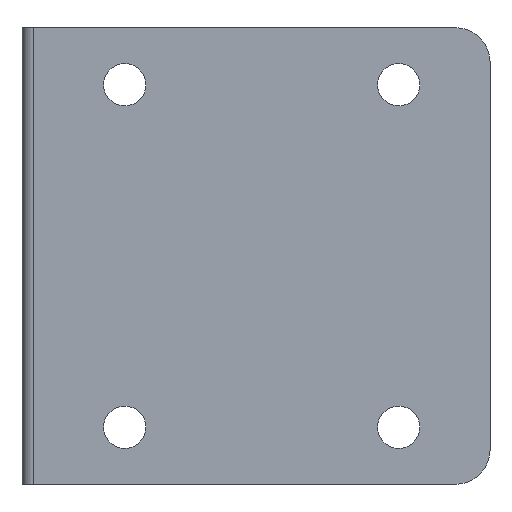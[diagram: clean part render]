
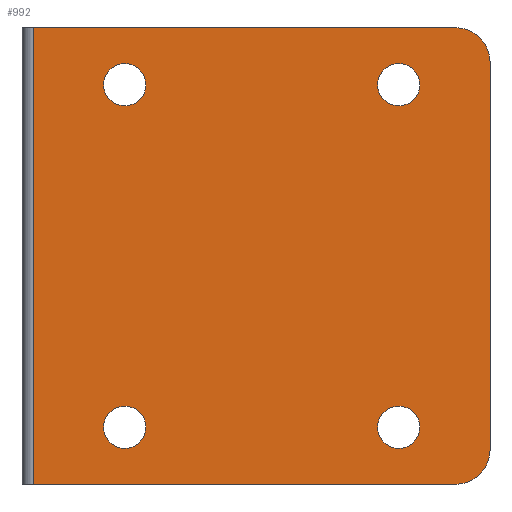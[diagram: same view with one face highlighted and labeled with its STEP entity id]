
A CAD part, front view. The second image highlights one B-rep face of the part: STEP entity #992.
In plain terms, the highlighted planar face has unit normal (0, -1, 0).
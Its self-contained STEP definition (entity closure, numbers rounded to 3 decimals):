
#38 = CARTESIAN_POINT ( 'NONE',  ( 41., 0., 0. ) ) ;
#42 = VERTEX_POINT ( 'NONE', #156 ) ;
#43 = EDGE_CURVE ( 'NONE', #255, #766, #573, .T. ) ;
#52 = ORIENTED_EDGE ( 'NONE', *, *, #43, .F. ) ;
#55 = LINE ( 'NONE', #38, #173 ) ;
#74 = CARTESIAN_POINT ( 'NONE',  ( 33., 0., 5. ) ) ;
#85 = CIRCLE ( 'NONE', #885, 3. ) ;
#91 = ORIENTED_EDGE ( 'NONE', *, *, #991, .F. ) ;
#119 = CIRCLE ( 'NONE', #511, 1.85 ) ;
#128 = CARTESIAN_POINT ( 'NONE',  ( 41., 0., 40. ) ) ;
#146 = AXIS2_PLACEMENT_3D ( 'NONE', #248, #456, #756 ) ;
#155 = CARTESIAN_POINT ( 'NONE',  ( 9., 0., 5. ) ) ;
#156 = CARTESIAN_POINT ( 'NONE',  ( 33., 0., 6.85 ) ) ;
#158 = EDGE_LOOP ( 'NONE', ( #1042, #91 ) ) ;
#160 = VECTOR ( 'NONE', #1126, 1000. ) ;
#162 = CIRCLE ( 'NONE', #1111, 3. ) ;
#169 = CARTESIAN_POINT ( 'NONE',  ( 9., 0., 33.15 ) ) ;
#173 = VECTOR ( 'NONE', #1140, 1000. ) ;
#182 = VERTEX_POINT ( 'NONE', #289 ) ;
#184 = DIRECTION ( 'NONE',  ( 0., 0., -1. ) ) ;
#217 = CARTESIAN_POINT ( 'NONE',  ( 9., 0., 3.15 ) ) ;
#221 = CARTESIAN_POINT ( 'NONE',  ( 33., 0., 33.15 ) ) ;
#236 = DIRECTION ( 'NONE',  ( 0., 0., 1. ) ) ;
#246 = EDGE_CURVE ( 'NONE', #368, #1185, #769, .T. ) ;
#248 = CARTESIAN_POINT ( 'NONE',  ( 33., 0., 35. ) ) ;
#255 = VERTEX_POINT ( 'NONE', #217 ) ;
#270 = ORIENTED_EDGE ( 'NONE', *, *, #618, .F. ) ;
#279 = CARTESIAN_POINT ( 'NONE',  ( 38., 0., 0. ) ) ;
#280 = DIRECTION ( 'NONE',  ( 0., 0., -1. ) ) ;
#289 = CARTESIAN_POINT ( 'NONE',  ( 33., 0., 3.15 ) ) ;
#295 = ORIENTED_EDGE ( 'NONE', *, *, #823, .F. ) ;
#315 = DIRECTION ( 'NONE',  ( 0., 0., -1. ) ) ;
#322 = AXIS2_PLACEMENT_3D ( 'NONE', #791, #406, #1119 ) ;
#333 = VECTOR ( 'NONE', #315, 1000. ) ;
#334 = VERTEX_POINT ( 'NONE', #221 ) ;
#338 = EDGE_CURVE ( 'NONE', #1185, #935, #1051, .T. ) ;
#343 = CARTESIAN_POINT ( 'NONE',  ( 38., 0., 3. ) ) ;
#349 = EDGE_CURVE ( 'NONE', #182, #42, #1154, .T. ) ;
#362 = ORIENTED_EDGE ( 'NONE', *, *, #246, .T. ) ;
#368 = VERTEX_POINT ( 'NONE', #1230 ) ;
#386 = CARTESIAN_POINT ( 'NONE',  ( 9., 0., 35. ) ) ;
#403 = DIRECTION ( 'NONE',  ( 0., 0., -1. ) ) ;
#406 = DIRECTION ( 'NONE',  ( 0., -1., 0. ) ) ;
#419 = EDGE_CURVE ( 'NONE', #334, #871, #705, .T. ) ;
#452 = EDGE_CURVE ( 'NONE', #653, #977, #162, .T. ) ;
#456 = DIRECTION ( 'NONE',  ( 0., -1., 0. ) ) ;
#461 = EDGE_CURVE ( 'NONE', #977, #1142, #742, .T. ) ;
#468 = EDGE_LOOP ( 'NONE', ( #270, #1262 ) ) ;
#480 = AXIS2_PLACEMENT_3D ( 'NONE', #636, #540, #1024 ) ;
#487 = CARTESIAN_POINT ( 'NONE',  ( 41., 0., 0. ) ) ;
#511 = AXIS2_PLACEMENT_3D ( 'NONE', #877, #690, #970 ) ;
#540 = DIRECTION ( 'NONE',  ( 0., -1., 0. ) ) ;
#542 = ORIENTED_EDGE ( 'NONE', *, *, #931, .F. ) ;
#552 = VERTEX_POINT ( 'NONE', #169 ) ;
#563 = FACE_BOUND ( 'NONE', #1144, .T. ) ;
#566 = CARTESIAN_POINT ( 'NONE',  ( 1., 0., 0. ) ) ;
#572 = DIRECTION ( 'NONE',  ( 0., -1., 0. ) ) ;
#573 = CIRCLE ( 'NONE', #986, 1.85 ) ;
#576 = AXIS2_PLACEMENT_3D ( 'NONE', #487, #572, #280 ) ;
#580 = AXIS2_PLACEMENT_3D ( 'NONE', #927, #1021, #1222 ) ;
#600 = EDGE_LOOP ( 'NONE', ( #1267, #604, #362, #827, #668, #1182 ) ) ;
#604 = ORIENTED_EDGE ( 'NONE', *, *, #1097, .T. ) ;
#618 = EDGE_CURVE ( 'NONE', #552, #1171, #751, .T. ) ;
#630 = AXIS2_PLACEMENT_3D ( 'NONE', #386, #1073, #184 ) ;
#636 = CARTESIAN_POINT ( 'NONE',  ( 9., 0., 5. ) ) ;
#653 = VERTEX_POINT ( 'NONE', #279 ) ;
#668 = ORIENTED_EDGE ( 'NONE', *, *, #902, .F. ) ;
#690 = DIRECTION ( 'NONE',  ( 0., -1., 0. ) ) ;
#694 = FACE_BOUND ( 'NONE', #158, .T. ) ;
#705 = CIRCLE ( 'NONE', #146, 1.85 ) ;
#717 = EDGE_CURVE ( 'NONE', #1171, #552, #1049, .T. ) ;
#742 = LINE ( 'NONE', #753, #1071 ) ;
#744 = CARTESIAN_POINT ( 'NONE',  ( 33., 0., 36.85 ) ) ;
#751 = CIRCLE ( 'NONE', #630, 1.85 ) ;
#753 = CARTESIAN_POINT ( 'NONE',  ( 41., 0., 0. ) ) ;
#756 = DIRECTION ( 'NONE',  ( 0., 0., -1. ) ) ;
#766 = VERTEX_POINT ( 'NONE', #805 ) ;
#769 = LINE ( 'NONE', #128, #160 ) ;
#791 = CARTESIAN_POINT ( 'NONE',  ( 9., 0., 35. ) ) ;
#805 = CARTESIAN_POINT ( 'NONE',  ( 9., 0., 6.85 ) ) ;
#808 = CARTESIAN_POINT ( 'NONE',  ( 1., 0., 40. ) ) ;
#823 = EDGE_CURVE ( 'NONE', #766, #255, #1036, .T. ) ;
#827 = ORIENTED_EDGE ( 'NONE', *, *, #338, .T. ) ;
#834 = FACE_BOUND ( 'NONE', #468, .T. ) ;
#858 = DIRECTION ( 'NONE',  ( 0., -1., 0. ) ) ;
#871 = VERTEX_POINT ( 'NONE', #744 ) ;
#877 = CARTESIAN_POINT ( 'NONE',  ( 33., 0., 35. ) ) ;
#885 = AXIS2_PLACEMENT_3D ( 'NONE', #1117, #893, #995 ) ;
#886 = CARTESIAN_POINT ( 'NONE',  ( 41., 0., 3. ) ) ;
#893 = DIRECTION ( 'NONE',  ( 0., -1., 0. ) ) ;
#895 = DIRECTION ( 'NONE',  ( 0., -1., 0. ) ) ;
#902 = EDGE_CURVE ( 'NONE', #653, #935, #55, .T. ) ;
#927 = CARTESIAN_POINT ( 'NONE',  ( 33., 0., 5. ) ) ;
#931 = EDGE_CURVE ( 'NONE', #42, #182, #1235, .T. ) ;
#935 = VERTEX_POINT ( 'NONE', #566 ) ;
#956 = FACE_BOUND ( 'NONE', #1173, .T. ) ;
#957 = DIRECTION ( 'NONE',  ( 0., 0., -1. ) ) ;
#968 = PLANE ( 'NONE',  #576 ) ;
#970 = DIRECTION ( 'NONE',  ( 0., 0., -1. ) ) ;
#977 = VERTEX_POINT ( 'NONE', #886 ) ;
#986 = AXIS2_PLACEMENT_3D ( 'NONE', #155, #858, #957 ) ;
#991 = EDGE_CURVE ( 'NONE', #871, #334, #119, .T. ) ;
#992 = ADVANCED_FACE ( 'NONE', ( #694, #956, #834, #563, #1061 ), #968, .T. ) ;
#995 = DIRECTION ( 'NONE',  ( 0., 0., -1. ) ) ;
#1001 = AXIS2_PLACEMENT_3D ( 'NONE', #74, #895, #403 ) ;
#1009 = CARTESIAN_POINT ( 'NONE',  ( 41., 0., 37. ) ) ;
#1015 = CARTESIAN_POINT ( 'NONE',  ( 1., 0., 0. ) ) ;
#1021 = DIRECTION ( 'NONE',  ( 0., -1., 0. ) ) ;
#1024 = DIRECTION ( 'NONE',  ( 0., 0., -1. ) ) ;
#1036 = CIRCLE ( 'NONE', #480, 1.85 ) ;
#1042 = ORIENTED_EDGE ( 'NONE', *, *, #419, .F. ) ;
#1049 = CIRCLE ( 'NONE', #322, 1.85 ) ;
#1051 = LINE ( 'NONE', #1015, #333 ) ;
#1061 = FACE_OUTER_BOUND ( 'NONE', #600, .T. ) ;
#1071 = VECTOR ( 'NONE', #236, 1000. ) ;
#1073 = DIRECTION ( 'NONE',  ( 0., -1., 0. ) ) ;
#1097 = EDGE_CURVE ( 'NONE', #1142, #368, #85, .T. ) ;
#1111 = AXIS2_PLACEMENT_3D ( 'NONE', #343, #1233, #1149 ) ;
#1117 = CARTESIAN_POINT ( 'NONE',  ( 38., 0., 37. ) ) ;
#1119 = DIRECTION ( 'NONE',  ( 0., 0., -1. ) ) ;
#1126 = DIRECTION ( 'NONE',  ( -1., 0., 0. ) ) ;
#1140 = DIRECTION ( 'NONE',  ( -1., 0., 0. ) ) ;
#1142 = VERTEX_POINT ( 'NONE', #1009 ) ;
#1144 = EDGE_LOOP ( 'NONE', ( #1153, #542 ) ) ;
#1149 = DIRECTION ( 'NONE',  ( 0., 0., -1. ) ) ;
#1153 = ORIENTED_EDGE ( 'NONE', *, *, #349, .F. ) ;
#1154 = CIRCLE ( 'NONE', #580, 1.85 ) ;
#1171 = VERTEX_POINT ( 'NONE', #1205 ) ;
#1173 = EDGE_LOOP ( 'NONE', ( #52, #295 ) ) ;
#1182 = ORIENTED_EDGE ( 'NONE', *, *, #452, .T. ) ;
#1185 = VERTEX_POINT ( 'NONE', #808 ) ;
#1205 = CARTESIAN_POINT ( 'NONE',  ( 9., 0., 36.85 ) ) ;
#1222 = DIRECTION ( 'NONE',  ( 0., 0., -1. ) ) ;
#1230 = CARTESIAN_POINT ( 'NONE',  ( 38., 0., 40. ) ) ;
#1233 = DIRECTION ( 'NONE',  ( 0., -1., 0. ) ) ;
#1235 = CIRCLE ( 'NONE', #1001, 1.85 ) ;
#1262 = ORIENTED_EDGE ( 'NONE', *, *, #717, .F. ) ;
#1267 = ORIENTED_EDGE ( 'NONE', *, *, #461, .T. ) ;
